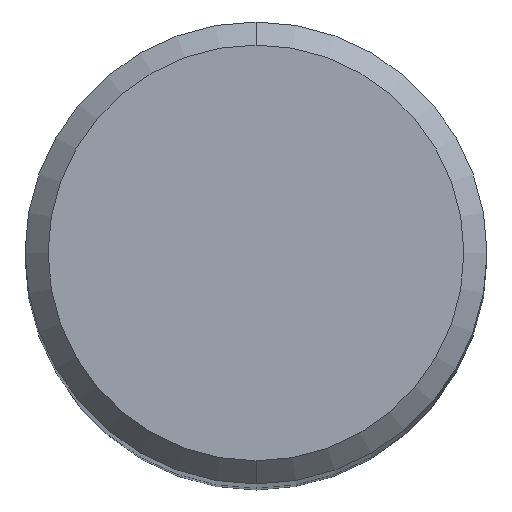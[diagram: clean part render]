
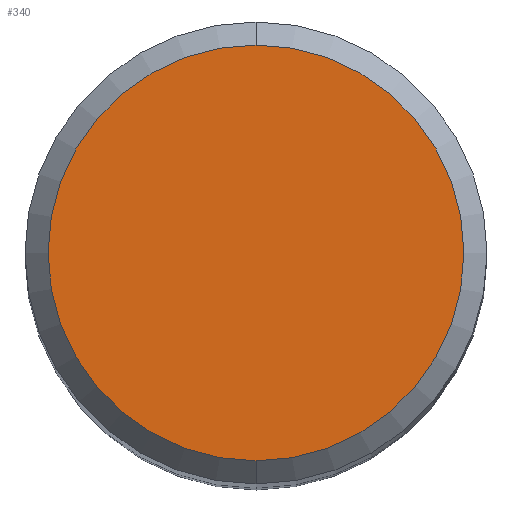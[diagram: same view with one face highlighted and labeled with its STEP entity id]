
A CAD part, top view. The second image highlights one B-rep face of the part: STEP entity #340.
In plain terms, the highlighted planar face has unit normal (0, 0, 1).
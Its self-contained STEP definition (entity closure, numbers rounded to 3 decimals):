
#272=EDGE_CURVE('',#430,#322,#581,.T.);
#322=VERTEX_POINT('',#635);
#340=ADVANCED_FACE('',(#655),#656,.T.);
#424=EDGE_CURVE('',#322,#430,#753,.T.);
#430=VERTEX_POINT('',#759);
#581=CIRCLE('',#1003,4.5);
#635=CARTESIAN_POINT('',(0.0,4.5,0.0));
#655=FACE_OUTER_BOUND('',#1178,.T.);
#656=PLANE('',#1179);
#753=CIRCLE('',#1357,4.5);
#759=CARTESIAN_POINT('',(0.,-4.5,0.0));
#1003=AXIS2_PLACEMENT_3D('',#1555,#1556,#1557);
#1178=EDGE_LOOP('',(#1627,#1628));
#1179=AXIS2_PLACEMENT_3D('',#1629,#1630,#1631);
#1357=AXIS2_PLACEMENT_3D('',#1767,#1768,#1769);
#1555=CARTESIAN_POINT('',(0.0,0.0,0.0));
#1556=DIRECTION('',(0.0,0.0,-1.0));
#1557=DIRECTION('',(0.0,1.0,0.0));
#1627=ORIENTED_EDGE('',*,*,#424,.F.);
#1628=ORIENTED_EDGE('',*,*,#272,.F.);
#1629=CARTESIAN_POINT('',(0.0,2.25,0.0));
#1630=DIRECTION('',(-0.0,0.0,1.0));
#1631=DIRECTION('',(0.0,-1.0,0.0));
#1767=CARTESIAN_POINT('',(0.0,0.0,0.0));
#1768=DIRECTION('',(0.0,0.0,-1.0));
#1769=DIRECTION('',(0.0,1.0,0.0));
